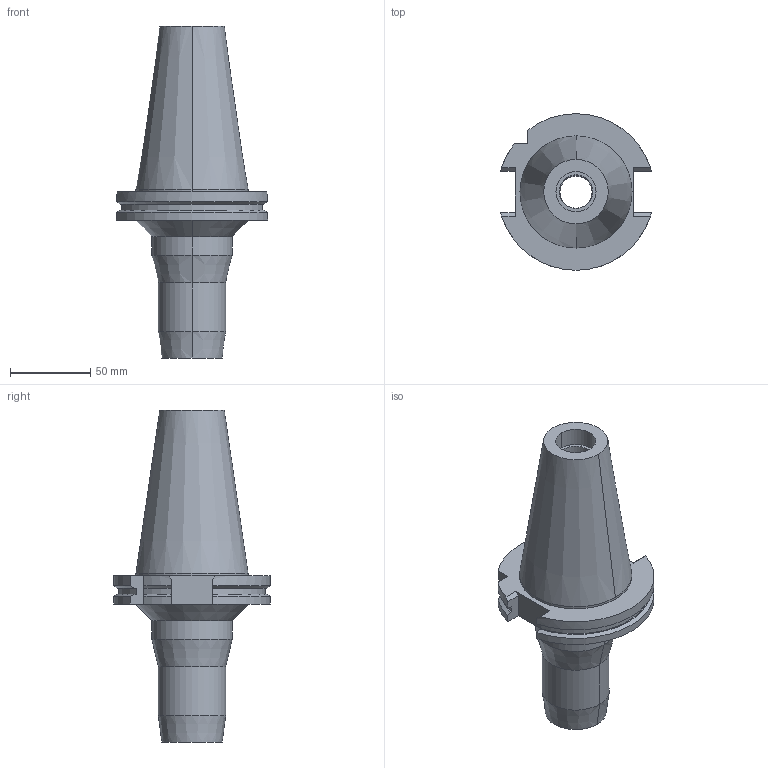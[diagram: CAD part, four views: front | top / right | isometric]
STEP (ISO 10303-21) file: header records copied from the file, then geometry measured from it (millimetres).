
FILE_DESCRIPTION((''),'2;1');
FILE_NAME('BDV50-HDC20L-105','2018-03-29T',('ykawabe'),(''),'CREO PARAMETRIC BY PTC INC, 2016380','CREO PARAMETRIC BY PTC INC, 2016380','');
FILE_SCHEMA(('AUTOMOTIVE_DESIGN { 1 0 10303 214 1 1 1 1 }'));
Length unit declared in the file: millimetre
Products named in the file (1): BDV50-HDC20L-105
Bounding box: 94.05 x 97.5 x 206.75 mm (x, y, z)
Volume: 442665.8 mm3; surface area: 59536.5 mm2
Topology: 1 solids, 1 shells, 67 faces, 181 edges, 122 vertices
Faces by surface type: cylinder 27, plane 26, cone 14
Entity records: 2980 total; most frequent: CARTESIAN_POINT 438, DIRECTION 389, ORIENTED_EDGE 362, PRESENTATION_STYLE_ASSIGNMENT 186, STYLED_ITEM 186, CURVE_STYLE 185, EDGE_CURVE 181, AXIS2_PLACEMENT_3D 152
